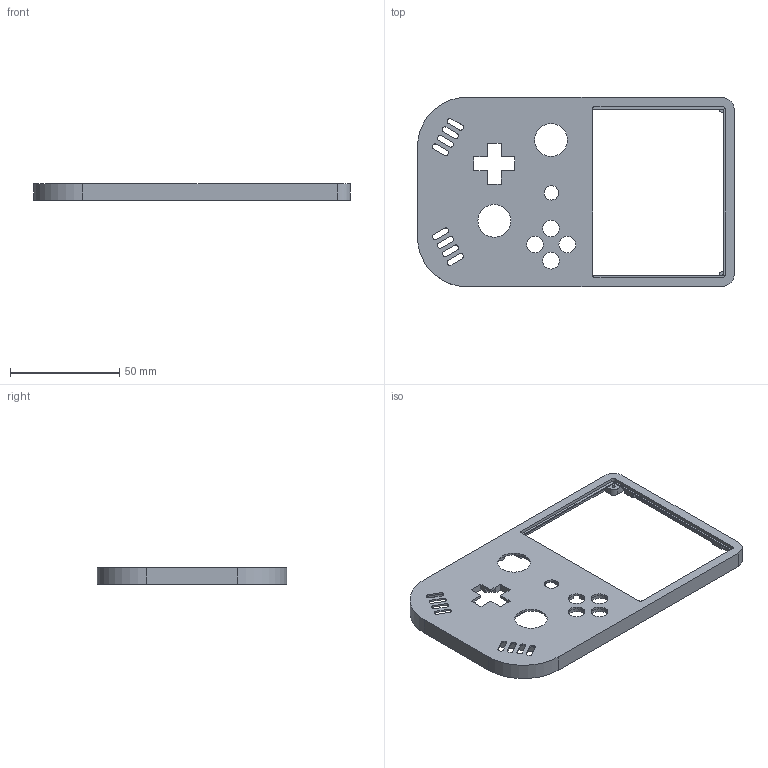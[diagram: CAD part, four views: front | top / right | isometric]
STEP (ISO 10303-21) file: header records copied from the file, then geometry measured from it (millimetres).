
FILE_DESCRIPTION(/* description */ ('','CAx-IF Rec.Pracs.---Representation and Presentation of Product Manufacturing Information (PMI)---4.0---2014-10-13'),/* implementation_level */ '2;1');
FILE_NAME(/* name */ 'Xii-Boy Pocket Top.step',/* time_stamp */ '2025-01-30T18:17:53+01:00',/* author */ (''),/* organization */ (''),/* preprocessor_version */ 'ST-DEVELOPER v20',/* originating_system */ 'Autodesk Translation Framework v13.20.0.188',/* authorisation */ '');
FILE_SCHEMA (('AP242_MANAGED_MODEL_BASED_3D_ENGINEERING_MIM_LF { 1 0 10303 442 1 1 4 }'));
Length unit declared in the file: millimetre
Products named in the file (1): Xii-Boy Original / Pocket
Bounding box: 145 x 86.65 x 7.5 mm (x, y, z)
Volume: 17964.3 mm3; surface area: 23556.6 mm2
Topology: 1 solids, 1 shells, 438 faces, 1148 edges, 759 vertices
Faces by surface type: plane 244, cylinder 174, torus 20
Full cylindrical faces by diameter (mm): 1.4 x26, 1.43 x1, 1.55 x1, 4 x1, 4.5 x13, 5 x1, 6.622 x1, 7.6 x4, 10.404 x1, 15 x2
Entity records: 14032 total; most frequent: CARTESIAN_POINT 2624, DIRECTION 2400, ORIENTED_EDGE 2296, EDGE_CURVE 1148, AXIS2_PLACEMENT_3D 845, VERTEX_POINT 759, LINE 710, VECTOR 710
